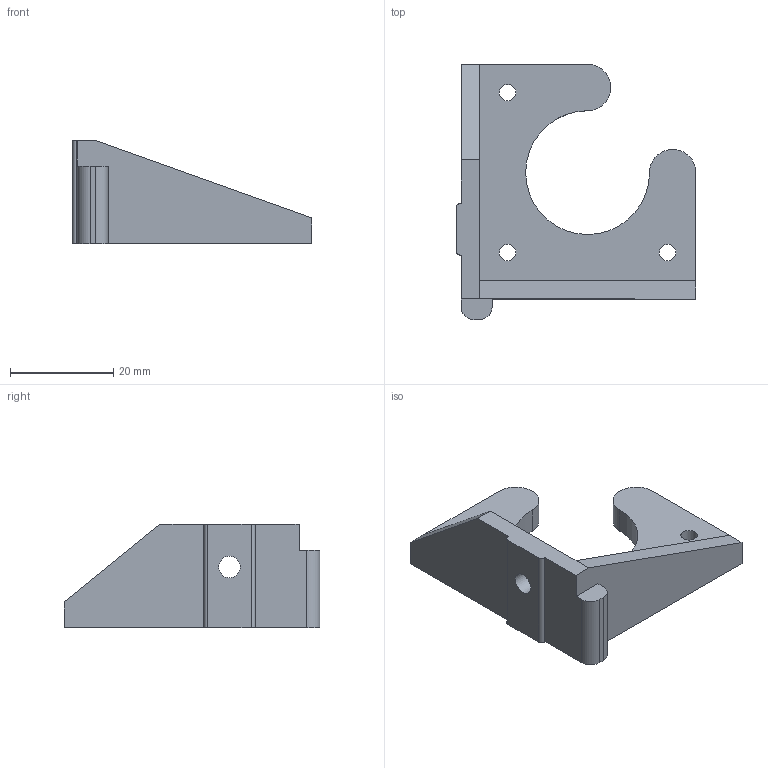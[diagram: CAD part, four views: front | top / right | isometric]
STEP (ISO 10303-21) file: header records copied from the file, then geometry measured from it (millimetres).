
FILE_DESCRIPTION(('FreeCAD Model'),'2;1');
FILE_NAME('z-motor-holder-R-x1.step', '2019-08-07T09:43:07',('Author'),(''), 'Open CASCADE STEP processor 7.3','FreeCAD','Unknown');
FILE_SCHEMA(('AUTOMOTIVE_DESIGN_CC2 { 1 2 10303 214 -1 1 5 4 }'));
Length unit declared in the file: millimetre
Products named in the file (1): z-motor-holder-R
Bounding box: 46.5 x 49.5 x 20 mm (x, y, z)
Volume: 10104.8 mm3; surface area: 5886.8 mm2
Topology: 1 solids, 1 shells, 29 faces, 78 edges, 51 vertices
Faces by surface type: plane 18, cylinder 11
Full cylindrical faces by diameter (mm): 3.2 x3, 4.2 x1
Entity records: 2203 total; most frequent: CARTESIAN_POINT 411, DIRECTION 300, LINE 190, VECTOR 190, ORIENTED_EDGE 156, PCURVE 156, DEFINITIONAL_REPRESENTATION 156, EDGE_CURVE 78
